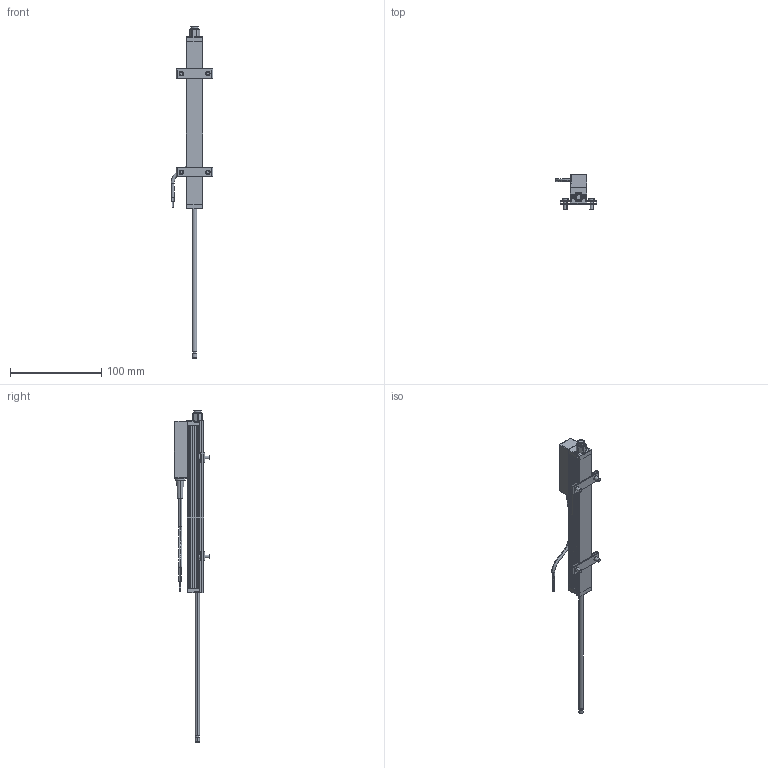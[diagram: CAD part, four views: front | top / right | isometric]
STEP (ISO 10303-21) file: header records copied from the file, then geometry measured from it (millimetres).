
FILE_DESCRIPTION (( 'STEP AP214' ), '1' );
FILE_NAME ('TE1-0150-101-411-202_eingefahren.STEP', '2014-02-25T08:46:14', ( 'dummy' ), ( 'Hewlett-Packard Company' ), 'SwSTEP 2.0', 'SolidWorks 2013', '' );
FILE_SCHEMA (( 'AUTOMOTIVE_DESIGN' ));
Length unit declared in the file: millimetre
Products named in the file (1): TE1-0150-101-411-202_eingefahren
Bounding box: 45.9 x 38.85 x 363 mm (x, y, z)
Surface area: 28508.7 mm2 (no closed solid volume)
Topology: 0 solids, 28 shells, 483 faces, 1516 edges, 1027 vertices
Faces by surface type: plane 221, cylinder 182, cone 46, torus 21, sphere 9, bspline 4
Entity records: 22208 total; most frequent: CARTESIAN_POINT 3555, DIRECTION 3016, ORIENTED_EDGE 2305, EDGE_CURVE 1511, AXIS2_PLACEMENT_3D 1094, VERTEX_POINT 1027, LINE 828, VECTOR 828
